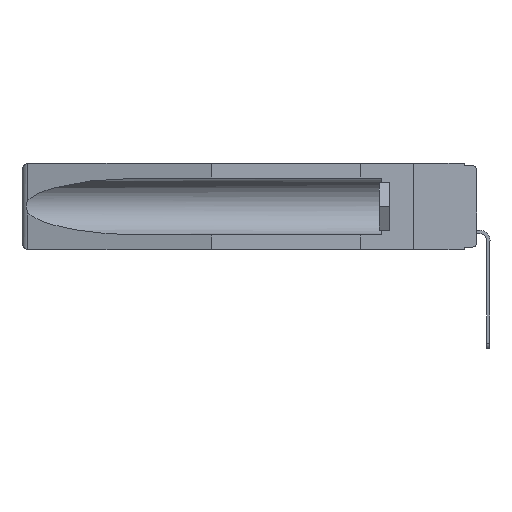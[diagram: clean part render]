
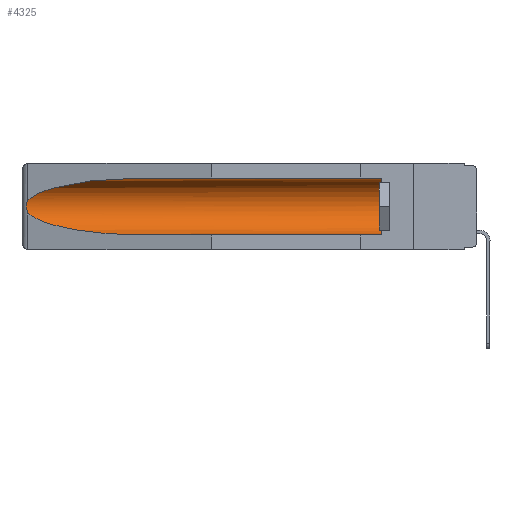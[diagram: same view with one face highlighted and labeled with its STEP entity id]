
A CAD part, left-side view. The second image highlights one B-rep face of the part: STEP entity #4325.
In plain terms, the highlighted cylindrical face has radius 2.857 mm (diameter 5.715 mm), a partial arc.
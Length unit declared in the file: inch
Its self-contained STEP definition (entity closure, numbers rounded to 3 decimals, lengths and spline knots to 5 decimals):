
#683 = VECTOR ( 'NONE', #6405, 39.37008 ) ;
#717 = VERTEX_POINT ( 'NONE', #5021 ) ;
#735 = ORIENTED_EDGE ( 'NONE', *, *, #4365, .T. ) ;
#741 = DIRECTION ( 'NONE',  ( 0., 1., 0. ) ) ;
#918 = CARTESIAN_POINT ( 'NONE',  ( 0.26597, 1.5296, -0.19026 ) ) ;
#1354 = EDGE_LOOP ( 'NONE', ( #735, #1757, #4816, #2524, #12575, #14879 ) ) ;
#1451 = CARTESIAN_POINT ( 'NONE',  ( 0.155, 0.126, -0.284 ) ) ;
#1668 = CARTESIAN_POINT ( 'NONE',  ( 0.155, -0.30754, -0.1715 ) ) ;
#1757 = ORIENTED_EDGE ( 'NONE', *, *, #7319, .T. ) ;
#2125 = CARTESIAN_POINT ( 'NONE',  ( 0.26537, 1.52718, -0.14972 ) ) ;
#2176 = CARTESIAN_POINT ( 'NONE',  ( 0.2673, 1.5327, -0.16383 ) ) ;
#2524 = ORIENTED_EDGE ( 'NONE', *, *, #4438, .F. ) ;
#2845 = AXIS2_PLACEMENT_3D ( 'NONE', #1668, #7814, #9033 ) ;
#2925 = CARTESIAN_POINT ( 'NONE',  ( 0.155, 0.126, -0.1715 ) ) ;
#3499 = CARTESIAN_POINT ( 'NONE',  ( 0.26654, 1.53092, -0.15636 ) ) ;
#4169 = VERTEX_POINT ( 'NONE', #1451 ) ;
#4325 = ADVANCED_FACE ( 'NONE', ( #12563 ), #10467, .F. ) ;
#4365 = EDGE_CURVE ( 'NONE', #717, #11272, #11816, .T. ) ;
#4438 = EDGE_CURVE ( 'NONE', #4169, #7269, #11034, .T. ) ;
#4678 = B_SPLINE_CURVE_WITH_KNOTS ( 'NONE', 3,
 ( #2125, #7071, #3499, #2176, #13205, #11932, #5779, #7225, #918, #8401 ),
 .UNSPECIFIED., .F., .F.,
 ( 4, 2, 2, 2, 4 ),
 ( 0., 0.00029, 0.00058, 0.00087, 0.00117 ),
 .UNSPECIFIED. ) ;
#4816 = ORIENTED_EDGE ( 'NONE', *, *, #15579, .T. ) ;
#5021 = CARTESIAN_POINT ( 'NONE',  ( 0.155, 1.07973, -0.059 ) ) ;
#5278 = CIRCLE ( 'NONE', #13280, 0.1125 ) ;
#5332 = CARTESIAN_POINT ( 'NONE',  ( 0.155, -0.30754, -0.059 ) ) ;
#5334 = EDGE_CURVE ( 'NONE', #10632, #717, #12550, .T. ) ;
#5554 = CARTESIAN_POINT ( 'NONE',  ( 0.26537, 1.52718, -0.14972 ) ) ;
#5779 = CARTESIAN_POINT ( 'NONE',  ( 0.2673, 1.53269, -0.17917 ) ) ;
#6243 = EDGE_CURVE ( 'NONE', #4169, #10632, #5278, .T. ) ;
#6405 = DIRECTION ( 'NONE',  ( 0., 1., 0. ) ) ;
#6632 = CARTESIAN_POINT ( 'NONE',  ( 0.155, 1.07973, -0.284 ) ) ;
#6641 = CARTESIAN_POINT ( 'NONE',  ( 0.26537, 1.52718, -0.14972 ) ) ;
#7047 = VERTEX_POINT ( 'NONE', #11946 ) ;
#7071 = CARTESIAN_POINT ( 'NONE',  ( 0.26597, 1.52961, -0.15275 ) ) ;
#7225 = CARTESIAN_POINT ( 'NONE',  ( 0.26655, 1.53094, -0.18657 ) ) ;
#7227 = VECTOR ( 'NONE', #741, 39.37008 ) ;
#7269 = VERTEX_POINT ( 'NONE', #11695 ) ;
#7319 = EDGE_CURVE ( 'NONE', #11272, #7047, #4678, .T. ) ;
#7814 = DIRECTION ( 'NONE',  ( 0., 1., 0. ) ) ;
#8401 = CARTESIAN_POINT ( 'NONE',  ( 0.26537, 1.52718, -0.19328 ) ) ;
#8872 = CARTESIAN_POINT ( 'NONE',  ( 0.21114, 1.30732, -0.059 ) ) ;
#9033 = DIRECTION ( 'NONE',  ( 0., 0., 1. ) ) ;
#10207 = DIRECTION ( 'NONE',  ( 0., -1., 0. ) ) ;
#10326 = CARTESIAN_POINT ( 'NONE',  ( 0.21114, 1.30732, -0.284 ) ) ;
#10467 = CYLINDRICAL_SURFACE ( 'NONE', #2845, 0.1125 ) ;
#10632 = VERTEX_POINT ( 'NONE', #15119 ) ;
#11034 = LINE ( 'NONE', #14221, #7227 ) ;
#11272 = VERTEX_POINT ( 'NONE', #6641 ) ;
#11642 = CARTESIAN_POINT ( 'NONE',  ( 0.25451, 1.48313, -0.09465 ) ) ;
#11695 = CARTESIAN_POINT ( 'NONE',  ( 0.155, 1.07973, -0.284 ) ) ;
#11816 =( BOUNDED_CURVE ( )  B_SPLINE_CURVE ( 3, ( #13727, #8872, #11642, #5554 ),
 .UNSPECIFIED., .F., .T. ) 
 B_SPLINE_CURVE_WITH_KNOTS ( ( 4, 4 ),
 ( 4.71239, 6.08839 ),
 .UNSPECIFIED. ) 
 CURVE ( )  GEOMETRIC_REPRESENTATION_ITEM ( )  RATIONAL_B_SPLINE_CURVE ( ( 1., 0.848, 0.848, 1. ) ) 
 REPRESENTATION_ITEM ( '' )  );
#11932 = CARTESIAN_POINT ( 'NONE',  ( 0.2675, 1.53308, -0.17534 ) ) ;
#11946 = CARTESIAN_POINT ( 'NONE',  ( 0.26537, 1.52718, -0.19328 ) ) ;
#12550 = LINE ( 'NONE', #5332, #683 ) ;
#12563 = FACE_OUTER_BOUND ( 'NONE', #1354, .T. ) ;
#12575 = ORIENTED_EDGE ( 'NONE', *, *, #6243, .T. ) ;
#12820 = DIRECTION ( 'NONE',  ( 0., 0., 1. ) ) ;
#12998 =( BOUNDED_CURVE ( )  B_SPLINE_CURVE ( 3, ( #15343, #15229, #10326, #6632 ),
 .UNSPECIFIED., .F., .T. ) 
 B_SPLINE_CURVE_WITH_KNOTS ( ( 4, 4 ),
 ( 0.1948, 1.5708 ),
 .UNSPECIFIED. ) 
 CURVE ( )  GEOMETRIC_REPRESENTATION_ITEM ( )  RATIONAL_B_SPLINE_CURVE ( ( 1., 0.848, 0.848, 1. ) ) 
 REPRESENTATION_ITEM ( '' )  );
#13205 = CARTESIAN_POINT ( 'NONE',  ( 0.2675, 1.53308, -0.16763 ) ) ;
#13280 = AXIS2_PLACEMENT_3D ( 'NONE', #2925, #10207, #12820 ) ;
#13727 = CARTESIAN_POINT ( 'NONE',  ( 0.155, 1.07973, -0.059 ) ) ;
#14221 = CARTESIAN_POINT ( 'NONE',  ( 0.155, -0.30754, -0.284 ) ) ;
#14879 = ORIENTED_EDGE ( 'NONE', *, *, #5334, .T. ) ;
#15119 = CARTESIAN_POINT ( 'NONE',  ( 0.155, 0.126, -0.059 ) ) ;
#15229 = CARTESIAN_POINT ( 'NONE',  ( 0.25451, 1.48313, -0.24835 ) ) ;
#15343 = CARTESIAN_POINT ( 'NONE',  ( 0.26537, 1.52718, -0.19328 ) ) ;
#15579 = EDGE_CURVE ( 'NONE', #7047, #7269, #12998, .T. ) ;
